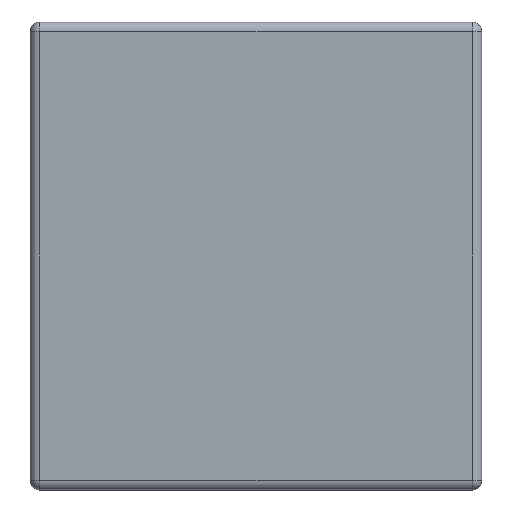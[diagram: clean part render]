
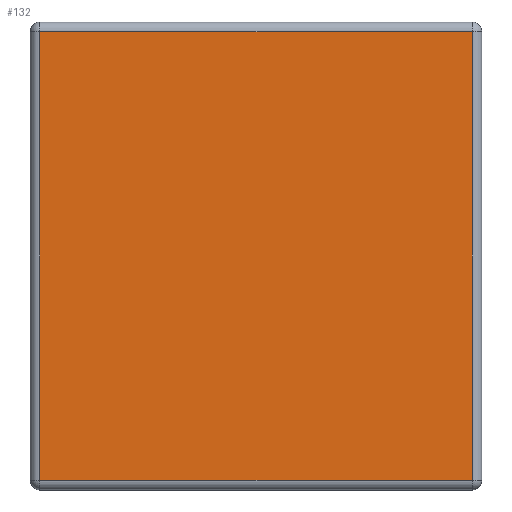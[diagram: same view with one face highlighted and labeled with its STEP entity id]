
A CAD part, left-side view. The second image highlights one B-rep face of the part: STEP entity #132.
In plain terms, the highlighted planar face has unit normal (-1, 0, 0).
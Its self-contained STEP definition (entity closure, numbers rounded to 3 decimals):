
#132 = ADVANCED_FACE ( 'NONE', ( #1611 ), #3046, .T. ) ;
#172 = ORIENTED_EDGE ( 'NONE', *, *, #2925, .T. ) ;
#229 = DIRECTION ( 'NONE',  ( 0., 0., 1. ) ) ;
#254 = CARTESIAN_POINT ( 'NONE',  ( 0., 0., 0. ) ) ;
#652 = AXIS2_PLACEMENT_3D ( 'NONE', #254, #3091, #229 ) ;
#855 = LINE ( 'NONE', #3450, #4088 ) ;
#1229 = DIRECTION ( 'NONE',  ( 0., 0., -1. ) ) ;
#1231 = CARTESIAN_POINT ( 'NONE',  ( 0., 0.06, -0.06 ) ) ;
#1457 = CARTESIAN_POINT ( 'NONE',  ( 0., 0., -2.84 ) ) ;
#1504 = LINE ( 'NONE', #1457, #4445 ) ;
#1611 = FACE_OUTER_BOUND ( 'NONE', #1815, .T. ) ;
#1636 = VERTEX_POINT ( 'NONE', #1231 ) ;
#1774 = ORIENTED_EDGE ( 'NONE', *, *, #2184, .T. ) ;
#1815 = EDGE_LOOP ( 'NONE', ( #1774, #172, #3833, #2280 ) ) ;
#1837 = DIRECTION ( 'NONE',  ( 0., 1., 0. ) ) ;
#1845 = EDGE_CURVE ( 'NONE', #1636, #3627, #3609, .T. ) ;
#2184 = EDGE_CURVE ( 'NONE', #3370, #3844, #1504, .T. ) ;
#2194 = CARTESIAN_POINT ( 'NONE',  ( 0., 2.74, -0.06 ) ) ;
#2247 = VECTOR ( 'NONE', #1837, 1000. ) ;
#2280 = ORIENTED_EDGE ( 'NONE', *, *, #3697, .T. ) ;
#2810 = CARTESIAN_POINT ( 'NONE',  ( 0., 2.74, -2.84 ) ) ;
#2912 = DIRECTION ( 'NONE',  ( 0., -1., 0. ) ) ;
#2925 = EDGE_CURVE ( 'NONE', #3844, #1636, #3819, .T. ) ;
#3046 = PLANE ( 'NONE',  #652 ) ;
#3091 = DIRECTION ( 'NONE',  ( -1., 0., 0. ) ) ;
#3370 = VERTEX_POINT ( 'NONE', #2810 ) ;
#3450 = CARTESIAN_POINT ( 'NONE',  ( 0., 2.74, -2.9 ) ) ;
#3609 = LINE ( 'NONE', #4009, #2247 ) ;
#3627 = VERTEX_POINT ( 'NONE', #2194 ) ;
#3697 = EDGE_CURVE ( 'NONE', #3627, #3370, #855, .T. ) ;
#3819 = LINE ( 'NONE', #4251, #4168 ) ;
#3833 = ORIENTED_EDGE ( 'NONE', *, *, #1845, .T. ) ;
#3844 = VERTEX_POINT ( 'NONE', #4563 ) ;
#4009 = CARTESIAN_POINT ( 'NONE',  ( 0., 2.8, -0.06 ) ) ;
#4088 = VECTOR ( 'NONE', #1229, 1000. ) ;
#4168 = VECTOR ( 'NONE', #4202, 1000. ) ;
#4202 = DIRECTION ( 'NONE',  ( 0., 0., 1. ) ) ;
#4251 = CARTESIAN_POINT ( 'NONE',  ( 0., 0.06, 0. ) ) ;
#4445 = VECTOR ( 'NONE', #2912, 1000. ) ;
#4563 = CARTESIAN_POINT ( 'NONE',  ( 0., 0.06, -2.84 ) ) ;
